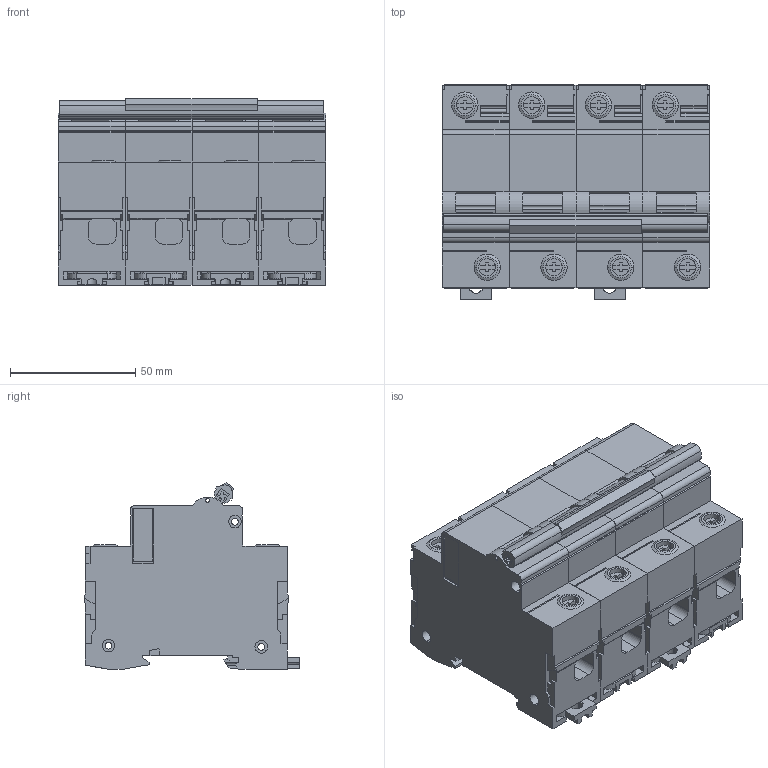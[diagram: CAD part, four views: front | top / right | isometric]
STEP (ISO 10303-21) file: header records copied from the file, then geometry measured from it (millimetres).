
FILE_DESCRIPTION((''),'2;1');
FILE_NAME('SB103548_3D-SIMPLIFIED_ASM','2011-10-04T',('quickadmin'),(''),'PRO/ENGINEER BY PARAMETRIC TECHNOLOGY CORPORATION, 2006170','PRO/ENGINEER BY PARAMETRIC TECHNOLOGY CORPORATION, 2006170','');
FILE_SCHEMA(('CONFIG_CONTROL_DESIGN'));
Length unit declared in the file: millimetre
Products named in the file (9): COQUE; VIS_6D75; MANETTE; COQUE_ASM; CLIP_LARGE; EXTENSION_MANETTES_4P; PLAQUE; CLIP_LARGE_02; SB103548_3D-SIMPLIFIED_ASM
Assembly tree (15 placements, depth 3):
  SB103548_3D-SIMPLIFIED_ASM
    COQUE_ASM  x4
      COQUE
      VIS_6D75
      MANETTE
    CLIP_LARGE  x2
    EXTENSION_MANETTES_4P
    PLAQUE  x2
    CLIP_LARGE_02  x2
Bounding box: 106.8 x 85.9 x 74.64 mm (x, y, z)
Volume: 460197.5 mm3; surface area: 103112.2 mm2
Topology: 23 solids, 23 shells, 1688 faces, 4758 edges, 3172 vertices
Faces by surface type: plane 1350, cylinder 322, cone 16
Entity records: 16923 total; most frequent: CARTESIAN_POINT 3057, ORIENTED_EDGE 2910, DIRECTION 2757, EDGE_CURVE 1455, VECTOR 1219, LINE 1219, VERTEX_POINT 970, AXIS2_PLACEMENT_3D 769
